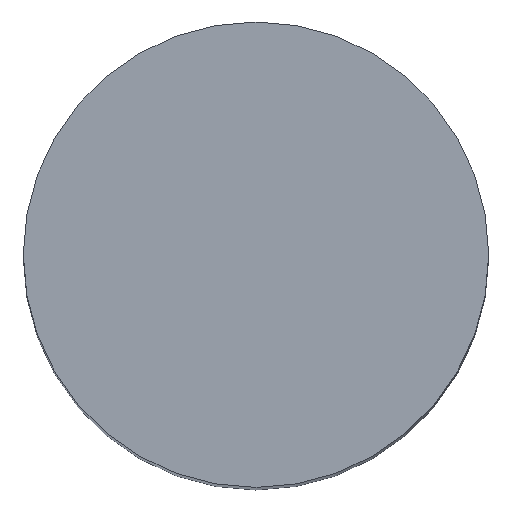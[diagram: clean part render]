
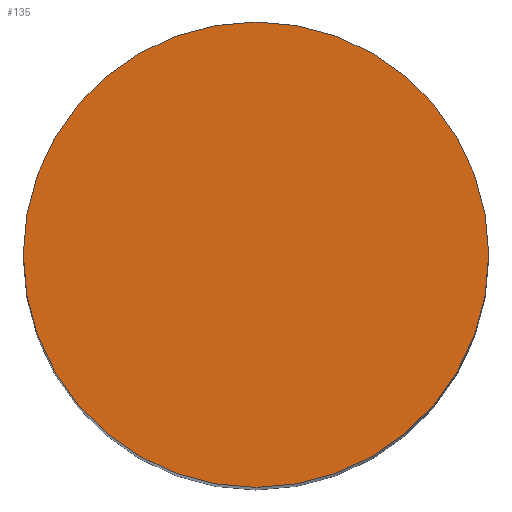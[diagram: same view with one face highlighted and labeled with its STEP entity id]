
A CAD part, top view. The second image highlights one B-rep face of the part: STEP entity #135.
In plain terms, the highlighted planar face has unit normal (0, 0, 1).
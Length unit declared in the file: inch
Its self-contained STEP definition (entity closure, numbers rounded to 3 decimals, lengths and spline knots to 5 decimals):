
#72=CARTESIAN_POINT('',(2.85642,-2.6956,2.21));
#73=VERTEX_POINT('',#72);
#80=CARTESIAN_POINT('',(3.55642,-2.6956,2.21));
#81=VERTEX_POINT('',#80);
#82=CARTESIAN_POINT('',(3.20642,-2.6956,2.21));
#83=DIRECTION('',(0.,0.,1.));
#84=DIRECTION('',(1.,0.,-0.));
#85=AXIS2_PLACEMENT_3D('',#82,#83,#84);
#86=CIRCLE('',#85,0.35);
#87=EDGE_CURVE('',#81,#73,#86,.T.);
#89=CARTESIAN_POINT('',(3.20642,-2.6956,2.21));
#90=DIRECTION('',(0.,0.,1.));
#91=DIRECTION('',(1.,0.,-0.));
#92=AXIS2_PLACEMENT_3D('',#89,#90,#91);
#93=CIRCLE('',#92,0.35);
#94=EDGE_CURVE('',#73,#81,#93,.T.);
#126=CARTESIAN_POINT('',(0.,0.,2.21));
#127=DIRECTION('',(0.,0.,1.));
#128=DIRECTION('',(1.,0.,0.));
#129=AXIS2_PLACEMENT_3D('',#126,#127,#128);
#130=PLANE('',#129);
#131=ORIENTED_EDGE('',*,*,#87,.T.);
#132=ORIENTED_EDGE('',*,*,#94,.T.);
#133=EDGE_LOOP('',(#131,#132));
#134=FACE_BOUND('',#133,.T.);
#135=ADVANCED_FACE('',(#134),#130,.T.);
